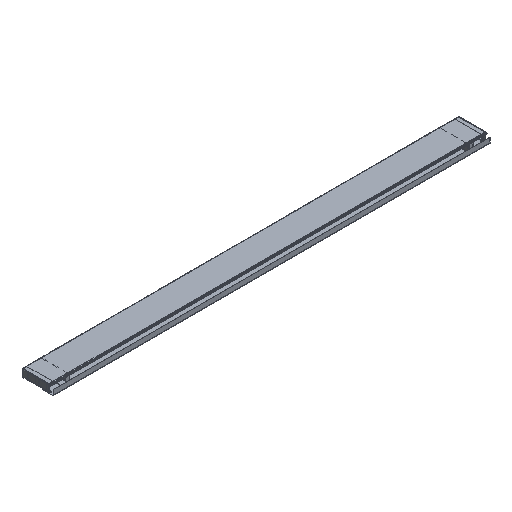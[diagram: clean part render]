
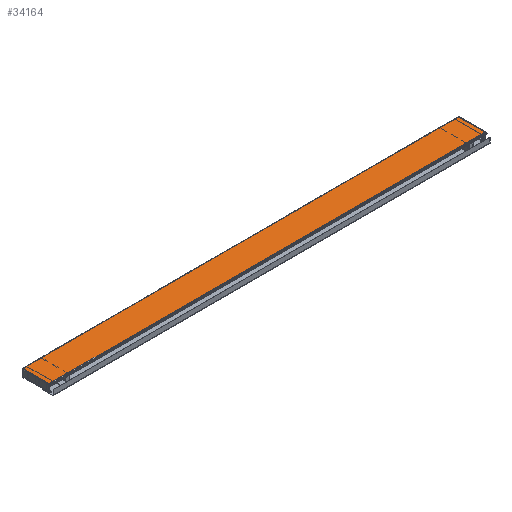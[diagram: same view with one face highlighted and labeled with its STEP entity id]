
A CAD part, isometric view. The second image highlights one B-rep face of the part: STEP entity #34164.
In plain terms, the highlighted planar face has unit normal (0, 0, 1).
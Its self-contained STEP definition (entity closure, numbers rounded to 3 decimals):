
#16125=DIRECTION('',(1.,0.,0.));
#16126=VECTOR('',#16125,2000.);
#16127=CARTESIAN_POINT('',(-2000.,137.5,1.));
#16128=LINE('',#16127,#16126);
#18849=DIRECTION('',(0.,1.,0.));
#18850=VECTOR('',#18849,121.);
#18851=CARTESIAN_POINT('',(-2000.,16.5,1.));
#18852=LINE('',#18851,#18850);
#18983=DIRECTION('',(-1.,0.,0.));
#18984=VECTOR('',#18983,2000.);
#18985=CARTESIAN_POINT('',(0.,16.5,1.));
#18986=LINE('',#18985,#18984);
#18995=DIRECTION('',(0.,-1.,0.));
#18996=VECTOR('',#18995,121.);
#18997=CARTESIAN_POINT('',(0.,137.5,1.));
#18998=LINE('',#18997,#18996);
#24537=CARTESIAN_POINT('',(-2000.,137.5,1.));
#24539=VERTEX_POINT('',#24537);
#25089=CARTESIAN_POINT('',(0.,137.5,1.));
#25091=VERTEX_POINT('',#25089);
#25415=CARTESIAN_POINT('',(-2000.,16.5,1.));
#25416=VERTEX_POINT('',#25415);
#26997=CARTESIAN_POINT('',(0.,16.5,1.));
#26998=VERTEX_POINT('',#26997);
#34152=CARTESIAN_POINT('',(-73.601,181.6,1.));
#34153=DIRECTION('',(0.,0.,1.));
#34154=DIRECTION('',(1.,0.,0.));
#34155=AXIS2_PLACEMENT_3D('',#34152,#34153,#34154);
#34156=PLANE('',#34155);
#34157=ORIENTED_EDGE('',*,*,#34144,.T.);
#34158=ORIENTED_EDGE('',*,*,#33945,.T.);
#34159=ORIENTED_EDGE('',*,*,#29106,.T.);
#34161=ORIENTED_EDGE('',*,*,#34160,.T.);
#34162=EDGE_LOOP('',(#34157,#34158,#34159,#34161));
#34163=FACE_OUTER_BOUND('',#34162,.F.);
#29106=EDGE_CURVE('',#24539,#25091,#16128,.T.);
#33945=EDGE_CURVE('',#25416,#24539,#18852,.T.);
#34144=EDGE_CURVE('',#26998,#25416,#18986,.T.);
#34160=EDGE_CURVE('',#25091,#26998,#18998,.T.);
#34164=ADVANCED_FACE('',(#34163),#34156,.T.);
